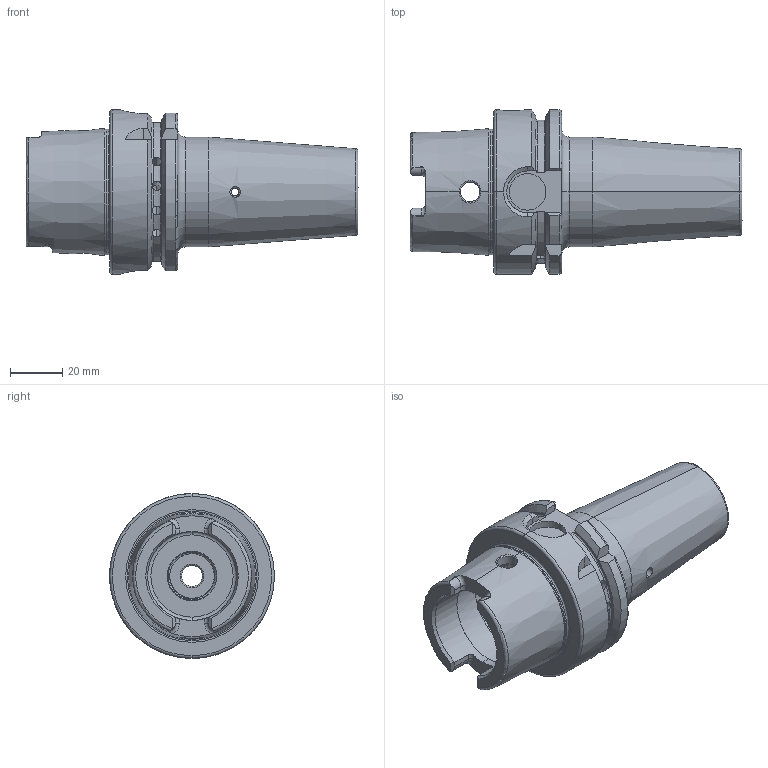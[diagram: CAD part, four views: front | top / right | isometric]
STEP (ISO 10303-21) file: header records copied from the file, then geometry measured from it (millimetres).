
FILE_DESCRIPTION (( 'STEP AP203' ), '1' );
FILE_NAME ('A63.70.18.K.STEP', '2016-11-17T02:50:24', ( '' ), ( '' ), 'SwSTEP 2.0', 'SolidWorks 2012', '' );
FILE_SCHEMA (( 'CONFIG_CONTROL_DESIGN' ));
Length unit declared in the file: millimetre
Products named in the file (1): A63.70.18.K
Bounding box: 127 x 63 x 63 mm (x, y, z)
Volume: 144599.1 mm3; surface area: 36109.3 mm2
Topology: 1 solids, 1 shells, 318 faces, 860 edges, 538 vertices
Faces by surface type: cylinder 160, plane 60, cone 45, torus 33, bspline 20
Entity records: 24697 total; most frequent: CARTESIAN_POINT 17511, ORIENTED_EDGE 1700, DIRECTION 1274, EDGE_CURVE 850, VERTEX_POINT 538, AXIS2_PLACEMENT_3D 498, EDGE_LOOP 336, ADVANCED_FACE 318
